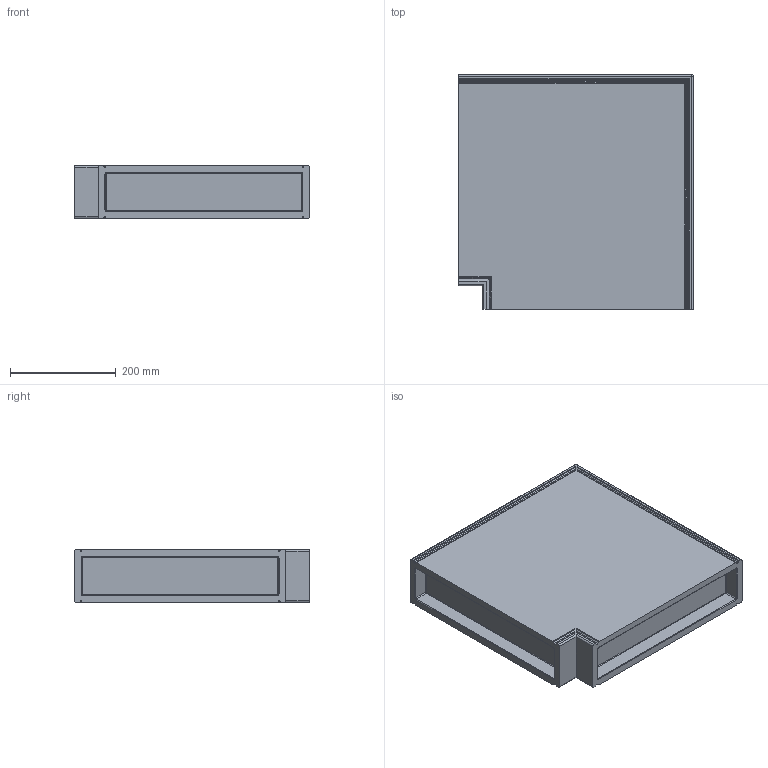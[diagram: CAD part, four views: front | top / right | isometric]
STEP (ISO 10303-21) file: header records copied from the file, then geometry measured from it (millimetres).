
FILE_DESCRIPTION(('Creo Elements/Direct Modeling STEP Export'),'2;1');
FILE_NAME('0093.1588 PP 45 LEW90 STP-Daten-PM.stp','2022-05-20T10:36:51',(''),(''),'PTC Creo Elements/Direct Modeling STEP processor for AP214 (Solid Model)','PTC Creo Elements/Direct Modeling 19.0C 15-Aug-2015 (C) Parametric Technology GmbH','');
FILE_SCHEMA(('AUTOMOTIVE_DESIGN { 1 0 10303 214 1 1 1 1 }'));
Length unit declared in the file: millimetre
Products named in the file (2): 0058.0502.0000_Formteil_Laibungselement.2
Assembly tree (1 placements, depth 2):
  0058.0502.0000_Formteil_Laibungselement.2
    0058.0502.0000_Formteil_Laibungselement.2
Bounding box: 445 x 445 x 100 mm (x, y, z)
Volume: 18033837.3 mm3; surface area: 620980.6 mm2
Topology: 1 solids, 1 shells, 113 faces, 277 edges, 166 vertices
Faces by surface type: cylinder 57, plane 38, torus 16, sphere 2
Entity records: 3276 total; most frequent: DIRECTION 605, ORIENTED_EDGE 550, CARTESIAN_POINT 542, EDGE_CURVE 275, AXIS2_PLACEMENT_3D 229, VERTEX_POINT 166, VECTOR 147, LINE 147
